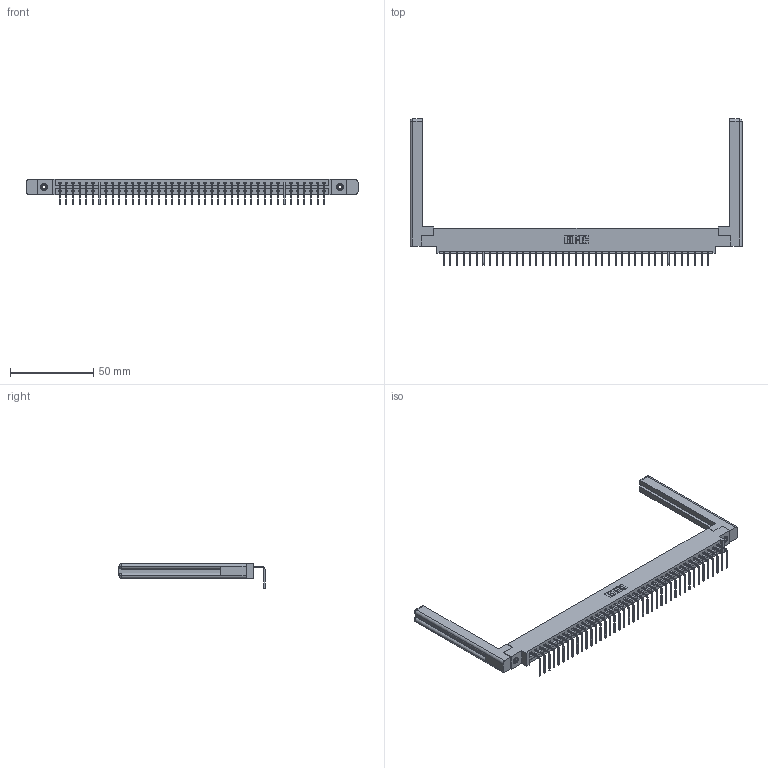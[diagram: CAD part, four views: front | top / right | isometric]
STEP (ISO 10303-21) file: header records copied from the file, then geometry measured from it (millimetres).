
FILE_DESCRIPTION (( 'STEP AP203' ), '1' );
FILE_NAME ('337-041-558-658.STEP', '2019-10-07T15:17:48', ( '' ), ( '' ), 'SwSTEP 2.0', 'SolidWorks 2016', '' );
FILE_SCHEMA (( 'CONFIG_CONTROL_DESIGN' ));
Length unit declared in the file: inch
Products named in the file (5): 337 Part_0.170 Offset - 0.156 Dia-TI; 337-041-558-658; 307-220-058; 345-250-001_345-250-001-102; 345-292-001_558 Tail - 2
Assembly tree (46 placements, depth 2):
  337-041-558-658
    337 Part_0.170 Offset - 0.156 Dia-TI
    345-292-001_558 Tail - 2  x41
    345-250-001_345-250-001-102  x2
    307-220-058  x2
Bounding box: 199.09 x 87.57 x 15.37 mm (x, y, z)
Volume: 27860.3 mm3; surface area: 27531.6 mm2
Topology: 46 solids, 46 shells, 2884 faces, 8631 edges, 5686 vertices
Faces by surface type: plane 2126, cylinder 734, cone 12, torus 12
Entity records: 33456 total; most frequent: CARTESIAN_POINT 5828, ORIENTED_EDGE 5744, DIRECTION 4926, EDGE_CURVE 2872, LINE 2696, VECTOR 2696, VERTEX_POINT 1906, AXIS2_PLACEMENT_3D 1115
